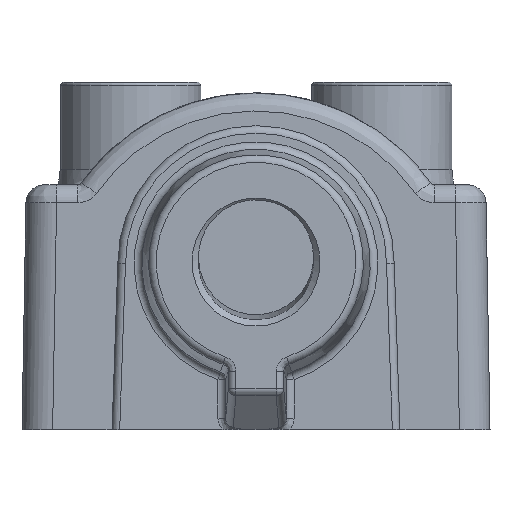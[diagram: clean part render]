
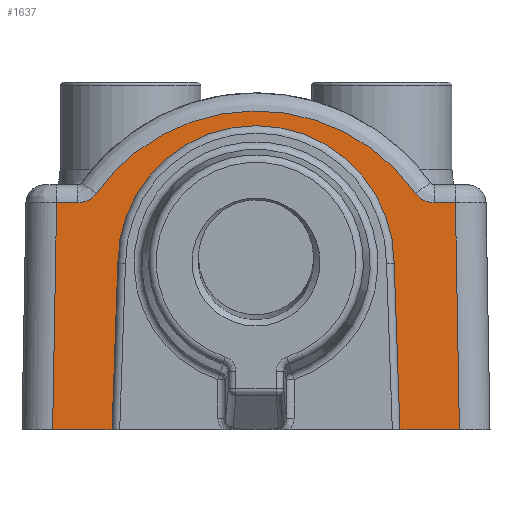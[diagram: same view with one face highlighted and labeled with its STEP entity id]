
A CAD part, front view. The second image highlights one B-rep face of the part: STEP entity #1637.
In plain terms, the highlighted planar face has unit normal (0, -1, 0.018).
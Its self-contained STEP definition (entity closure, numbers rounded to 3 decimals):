
#253=FACE_OUTER_BOUND('',#2485,.T.);
#611=PLANE('',#6657);
#737=ELLIPSE('',#6654,1.5,1.5);
#738=ELLIPSE('',#6655,12.802,12.8);
#739=ELLIPSE('',#6656,1.5,1.5);
#845=LINE('',#9452,#1236);
#849=LINE('',#9461,#1240);
#855=LINE('',#9487,#1246);
#859=LINE('',#9517,#1250);
#860=LINE('',#9518,#1251);
#861=LINE('',#9520,#1252);
#862=LINE('',#9528,#1253);
#863=LINE('',#9530,#1254);
#1236=VECTOR('',#7452,1.);
#1240=VECTOR('',#7456,1.);
#1246=VECTOR('',#7478,1.);
#1250=VECTOR('',#7510,1.);
#1251=VECTOR('',#7511,1.);
#1252=VECTOR('',#7512,1.);
#1253=VECTOR('',#7519,1.);
#1254=VECTOR('',#7520,1.);
#1637=ADVANCED_FACE('',(#253),#611,.F.);
#2485=EDGE_LOOP('',(#3071,#3072,#3073,#3074,#3075,#3076,#3077,#3078,#3079,
#3080,#3081,#3082));
#3071=ORIENTED_EDGE('',*,*,#5440,.F.);
#3072=ORIENTED_EDGE('',*,*,#5441,.T.);
#3073=ORIENTED_EDGE('',*,*,#5411,.T.);
#3074=ORIENTED_EDGE('',*,*,#5442,.T.);
#3075=ORIENTED_EDGE('',*,*,#5443,.T.);
#3076=ORIENTED_EDGE('',*,*,#5444,.T.);
#3077=ORIENTED_EDGE('',*,*,#5445,.T.);
#3078=ORIENTED_EDGE('',*,*,#5446,.T.);
#3079=ORIENTED_EDGE('',*,*,#5447,.T.);
#3080=ORIENTED_EDGE('',*,*,#5448,.T.);
#3081=ORIENTED_EDGE('',*,*,#5415,.T.);
#3082=ORIENTED_EDGE('',*,*,#5428,.T.);
#4841=VERTEX_POINT('',#9453);
#4842=VERTEX_POINT('',#9454);
#4845=VERTEX_POINT('',#9460);
#4846=VERTEX_POINT('',#9462);
#4858=VERTEX_POINT('',#9488);
#4869=VERTEX_POINT('',#9516);
#4870=VERTEX_POINT('',#9519);
#4871=VERTEX_POINT('',#9521);
#4872=VERTEX_POINT('',#9523);
#4873=VERTEX_POINT('',#9525);
#4874=VERTEX_POINT('',#9527);
#4875=VERTEX_POINT('',#9529);
#5411=EDGE_CURVE('',#4841,#4842,#845,.T.);
#5415=EDGE_CURVE('',#4846,#4845,#849,.T.);
#5428=EDGE_CURVE('',#4845,#4858,#855,.T.);
#5440=EDGE_CURVE('',#4869,#4858,#6322,.T.);
#5441=EDGE_CURVE('',#4869,#4841,#859,.T.);
#5442=EDGE_CURVE('',#4842,#4870,#860,.T.);
#5443=EDGE_CURVE('',#4870,#4871,#861,.T.);
#5444=EDGE_CURVE('',#4871,#4872,#737,.T.);
#5445=EDGE_CURVE('',#4872,#4873,#738,.T.);
#5446=EDGE_CURVE('',#4873,#4874,#739,.T.);
#5447=EDGE_CURVE('',#4874,#4875,#862,.T.);
#5448=EDGE_CURVE('',#4875,#4846,#863,.T.);
#6322=CIRCLE('',#6653,9.023);
#6653=AXIS2_PLACEMENT_3D('',#9515,#7508,#7509);
#6654=AXIS2_PLACEMENT_3D('',#9522,#7513,#7514);
#6655=AXIS2_PLACEMENT_3D('',#9524,#7515,#7516);
#6656=AXIS2_PLACEMENT_3D('',#9526,#7517,#7518);
#6657=AXIS2_PLACEMENT_3D('',#9531,#7521,#7522);
#7452=DIRECTION('',(1.,0.,0.));
#7456=DIRECTION('',(1.,0.,0.));
#7478=DIRECTION('',(0.035,0.017,0.999));
#7508=DIRECTION('',(0.,-1.,0.017));
#7509=DIRECTION('',(0.,-0.017,-1.));
#7510=DIRECTION('',(0.035,-0.017,-0.999));
#7511=DIRECTION('',(-0.017,0.017,1.));
#7512=DIRECTION('',(-1.,0.,0.));
#7513=DIRECTION('',(0.,1.,-0.017));
#7514=DIRECTION('',(0.,-0.017,-1.));
#7515=DIRECTION('',(0.,-1.,0.017));
#7516=DIRECTION('',(0.,-0.017,-1.));
#7517=DIRECTION('',(0.,1.,-0.017));
#7518=DIRECTION('',(0.,-0.017,-1.));
#7519=DIRECTION('',(-1.,0.,0.));
#7520=DIRECTION('',(-0.017,-0.017,-1.));
#7521=DIRECTION('',(0.,1.,-0.017));
#7522=DIRECTION('',(0.,0.017,1.));
#9452=CARTESIAN_POINT('',(-30.,-3.68,-6.299));
#9453=CARTESIAN_POINT('',(-5.6,-3.68,-6.299));
#9454=CARTESIAN_POINT('',(-1.72,-3.68,-6.299));
#9460=CARTESIAN_POINT('',(-24.4,-3.68,-6.299));
#9461=CARTESIAN_POINT('',(-30.,-3.68,-6.299));
#9462=CARTESIAN_POINT('',(-28.28,-3.68,-6.299));
#9487=CARTESIAN_POINT('',(-24.4,-3.68,-6.299));
#9488=CARTESIAN_POINT('',(-24.023,-3.492,4.499));
#9515=CARTESIAN_POINT('',(-15.,-3.492,4.499));
#9516=CARTESIAN_POINT('',(-5.977,-3.492,4.499));
#9517=CARTESIAN_POINT('',(-5.6,-3.68,-6.299));
#9518=CARTESIAN_POINT('',(-2.01,-3.391,10.281));
#9519=CARTESIAN_POINT('',(-1.979,-3.421,8.522));
#9520=CARTESIAN_POINT('',(-30.,-3.421,8.522));
#9521=CARTESIAN_POINT('',(-3.355,-3.421,8.522));
#9522=CARTESIAN_POINT('',(-3.355,-3.395,10.022));
#9523=CARTESIAN_POINT('',(-4.577,-3.41,9.152));
#9524=CARTESIAN_POINT('',(-15.,-3.54,1.722));
#9525=CARTESIAN_POINT('',(-25.423,-3.41,9.152));
#9526=CARTESIAN_POINT('',(-26.645,-3.395,10.022));
#9527=CARTESIAN_POINT('',(-26.645,-3.421,8.522));
#9528=CARTESIAN_POINT('',(-30.,-3.421,8.522));
#9529=CARTESIAN_POINT('',(-28.021,-3.421,8.522));
#9530=CARTESIAN_POINT('',(-27.999,-3.4,9.757));
#9531=CARTESIAN_POINT('',(-30.,-3.399,9.792));
